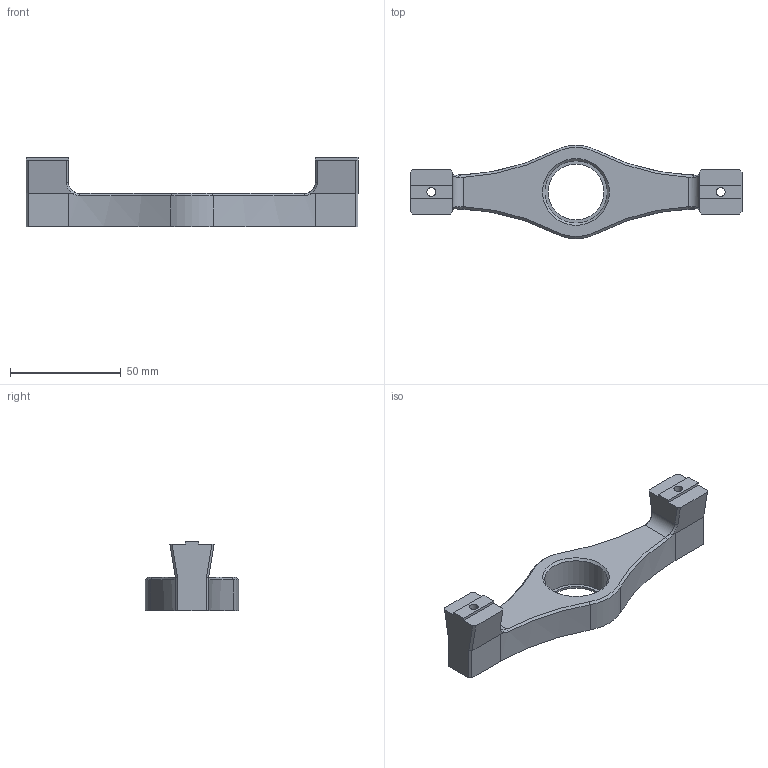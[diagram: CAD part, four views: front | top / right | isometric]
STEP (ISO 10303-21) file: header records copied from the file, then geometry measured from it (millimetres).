
FILE_DESCRIPTION(/* description */ (''),/* implementation_level */ '2;1');
FILE_NAME(/* name */ 'dec_bearing_holder.step',/* time_stamp */ '2021-12-07T19:21:58+01:00',/* author */ (''),/* organization */ (''),/* preprocessor_version */ 'ST-DEVELOPER v18.1',/* originating_system */ 'Autodesk Translation Framework v10.10.0.1391',/* authorisation */ '');
FILE_SCHEMA (('AUTOMOTIVE_DESIGN { 1 0 10303 214 3 1 1 }'));
Length unit declared in the file: millimetre
Products named in the file (1): (Unsaved)
Bounding box: 150 x 42.2 x 31.25 mm (x, y, z)
Volume: 49633.6 mm3; surface area: 15845.8 mm2
Topology: 1 solids, 1 shells, 76 faces, 200 edges, 129 vertices
Faces by surface type: plane 39, bspline 16, cylinder 14, cone 7
Full cylindrical faces by diameter (mm): 4 x2, 8 x2, 25.2 x1, 28.2 x1
Entity records: 2763 total; most frequent: CARTESIAN_POINT 874, ORIENTED_EDGE 400, DIRECTION 353, EDGE_CURVE 200, LINE 129, VECTOR 129, VERTEX_POINT 129, AXIS2_PLACEMENT_3D 112
